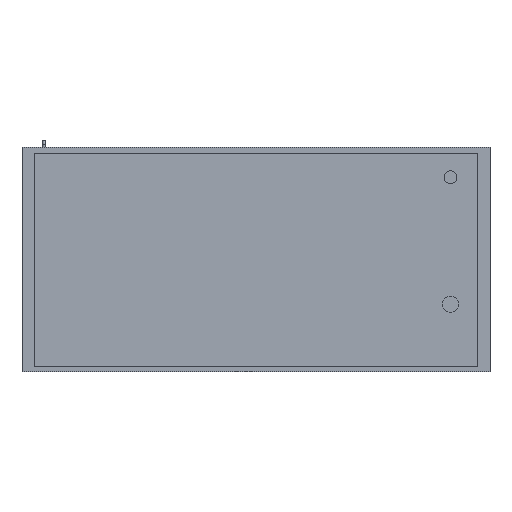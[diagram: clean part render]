
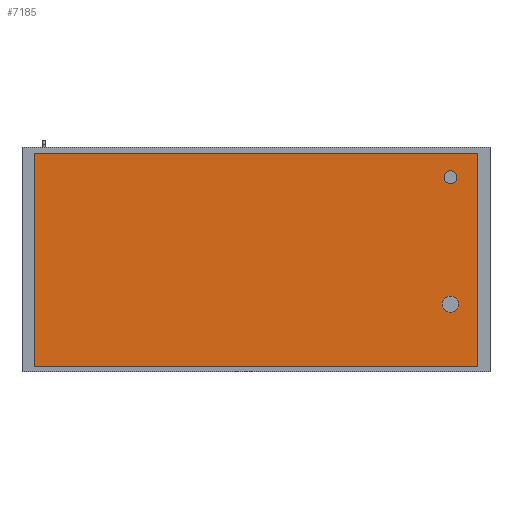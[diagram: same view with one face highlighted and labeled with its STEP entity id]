
A CAD part, front view. The second image highlights one B-rep face of the part: STEP entity #7185.
In plain terms, the highlighted planar face has unit normal (0, -1, 0).
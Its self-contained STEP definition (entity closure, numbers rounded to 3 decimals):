
#60=FACE_BOUND('',#743,.T.);
#61=FACE_BOUND('',#744,.T.);
#78=CIRCLE('',#7671,20.);
#80=CIRCLE('',#7675,25.);
#307=FACE_OUTER_BOUND('',#742,.T.);
#742=EDGE_LOOP('',(#4801,#4802,#4803,#4804));
#743=EDGE_LOOP('',(#4805));
#744=EDGE_LOOP('',(#4806));
#1201=LINE('',#10304,#2117);
#1204=LINE('',#10310,#2120);
#1207=LINE('',#10316,#2123);
#1210=LINE('',#10320,#2126);
#2117=VECTOR('',#8283,10.);
#2120=VECTOR('',#8288,10.);
#2123=VECTOR('',#8293,10.);
#2126=VECTOR('',#8298,10.);
#3014=VERTEX_POINT('',#10261);
#3016=VERTEX_POINT('',#10268);
#3027=VERTEX_POINT('',#10301);
#3028=VERTEX_POINT('',#10303);
#3030=VERTEX_POINT('',#10309);
#3032=VERTEX_POINT('',#10315);
#3705=EDGE_CURVE('',#3014,#3014,#78,.T.);
#3708=EDGE_CURVE('',#3016,#3016,#80,.T.);
#3723=EDGE_CURVE('',#3028,#3027,#1201,.T.);
#3726=EDGE_CURVE('',#3030,#3028,#1204,.T.);
#3729=EDGE_CURVE('',#3032,#3030,#1207,.T.);
#3732=EDGE_CURVE('',#3027,#3032,#1210,.T.);
#4801=ORIENTED_EDGE('',*,*,#3732,.T.);
#4802=ORIENTED_EDGE('',*,*,#3729,.T.);
#4803=ORIENTED_EDGE('',*,*,#3726,.T.);
#4804=ORIENTED_EDGE('',*,*,#3723,.T.);
#4805=ORIENTED_EDGE('',*,*,#3705,.T.);
#4806=ORIENTED_EDGE('',*,*,#3708,.T.);
#6805=PLANE('',#7687);
#7185=ADVANCED_FACE('',(#307,#60,#61),#6805,.T.);
#7671=AXIS2_PLACEMENT_3D('',#10263,#8244,#8245);
#7675=AXIS2_PLACEMENT_3D('',#10270,#8253,#8254);
#7687=AXIS2_PLACEMENT_3D('',#10322,#8301,#8302);
#8244=DIRECTION('center_axis',(0.,1.,0.));
#8245=DIRECTION('ref_axis',(1.,0.,0.));
#8253=DIRECTION('center_axis',(0.,1.,0.));
#8254=DIRECTION('ref_axis',(1.,0.,0.));
#8283=DIRECTION('',(-1.,0.,0.));
#8288=DIRECTION('',(0.,0.,1.));
#8293=DIRECTION('',(1.,0.,0.));
#8298=DIRECTION('',(0.,0.,-1.));
#8301=DIRECTION('center_axis',(0.,-1.,0.));
#8302=DIRECTION('ref_axis',(0.,0.,-1.));
#10261=CARTESIAN_POINT('',(582.5,-370.,255.));
#10263=CARTESIAN_POINT('Origin',(602.5,-370.,255.));
#10268=CARTESIAN_POINT('',(577.5,-370.,-138.));
#10270=CARTESIAN_POINT('Origin',(602.5,-370.,-138.));
#10301=CARTESIAN_POINT('',(-687.5,-370.,330.));
#10303=CARTESIAN_POINT('',(687.5,-370.,330.));
#10304=CARTESIAN_POINT('',(-687.5,-370.,330.));
#10309=CARTESIAN_POINT('',(687.5,-370.,-330.));
#10310=CARTESIAN_POINT('',(687.5,-370.,330.));
#10315=CARTESIAN_POINT('',(-687.5,-370.,-330.));
#10316=CARTESIAN_POINT('',(687.5,-370.,-330.));
#10320=CARTESIAN_POINT('',(-687.5,-370.,-330.));
#10322=CARTESIAN_POINT('Origin',(0.,-370.,0.));
